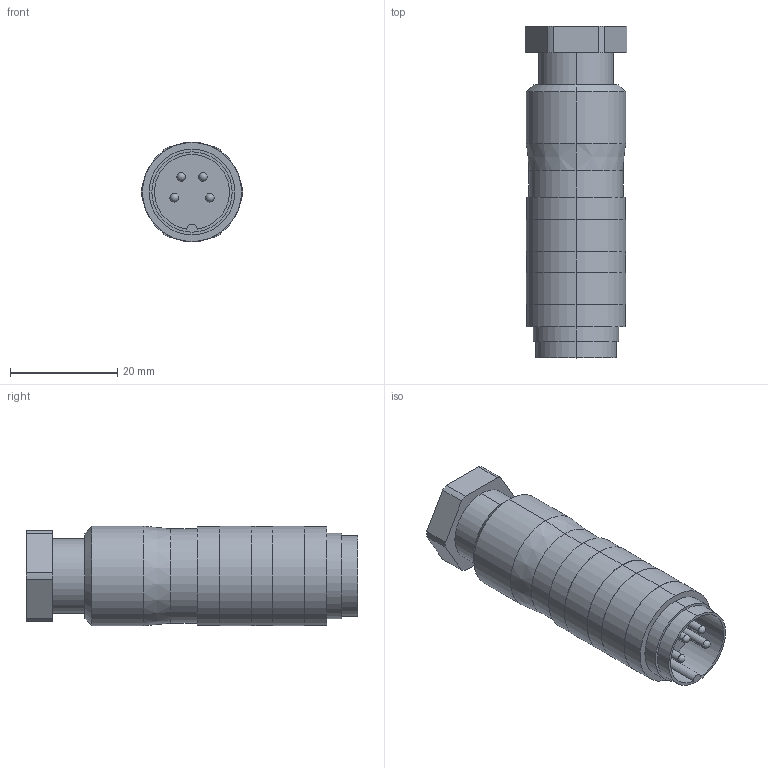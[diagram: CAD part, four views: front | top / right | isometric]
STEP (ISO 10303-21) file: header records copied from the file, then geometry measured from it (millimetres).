
FILE_DESCRIPTION((''),'2;1');
FILE_NAME('99-5609-15-04.stp','2005-04-22T10:01:40',('generator'),(''),'Autodesk Inventor 7','Autodesk Inventor 7','');
FILE_SCHEMA(('AUTOMOTIVE_DESIGN { 1 0 10303 214 1 1 1 1 }'));
Length unit declared in the file: millimetre
Products named in the file (1): 99-5609-15-04
Bounding box: 19 x 62 x 18.6 mm (x, y, z)
Volume: 13550.2 mm3; surface area: 4937 mm2
Topology: 1 solids, 1 shells, 68 faces, 161 edges, 102 vertices
Faces by surface type: cylinder 39, plane 19, cone 6, sphere 4
Entity records: 1890 total; most frequent: DIRECTION 365, CARTESIAN_POINT 308, ORIENTED_EDGE 290, AXIS2_PLACEMENT_3D 151, EDGE_CURVE 145, VERTEX_POINT 94, EDGE_LOOP 83, CIRCLE 82
